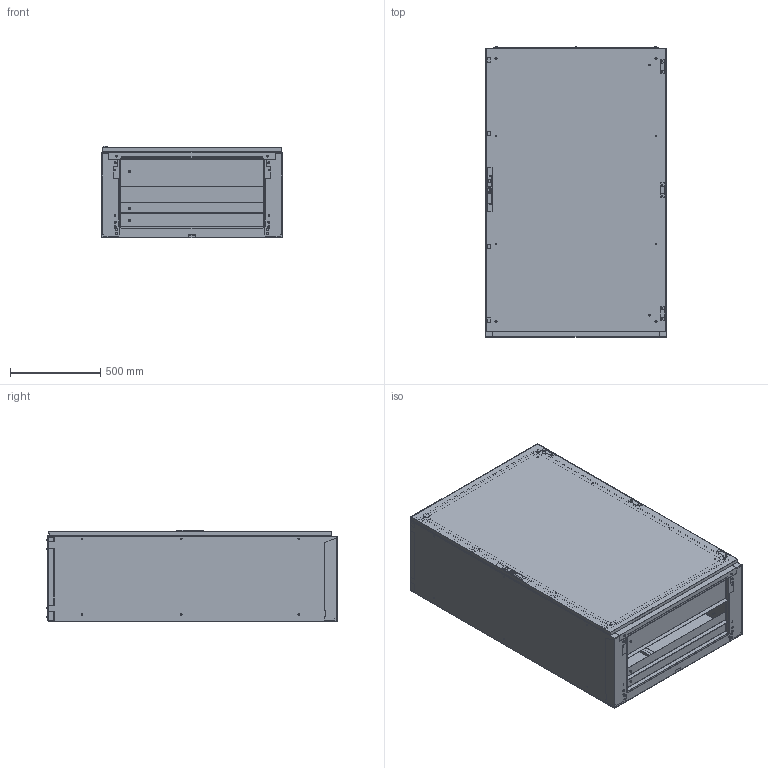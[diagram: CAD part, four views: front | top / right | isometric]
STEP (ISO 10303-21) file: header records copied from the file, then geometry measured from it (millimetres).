
FILE_DESCRIPTION (( 'STEP AP214' ), '1' );
FILE_NAME ('0370-1016-50-00.STEP', '2015-05-05T06:24:10', ( '' ), ( '' ), 'SwSTEP 2.0', 'SolidWorks 2014', '' );
FILE_SCHEMA (( 'AUTOMOTIVE_DESIGN' ));
Length unit declared in the file: millimetre
Products named in the file (13): Bodenplatte hinten 0395 f黵 0390 (Modell) B1000; Bodenplatte mitte 0395 f黵 0390 (Modell) B1000; Bodenplatte vorne 0395 f黵 0390 (Modell) B1000; Tragschiene oben rechts (Modell) T500; Tragschiene oben links (Modell) T500; Dachwinkel vorn-hinten (Modell) B1000; Tragschiene unten links (Modell) T500; Dachplatte 0390 (Modell) B1000T500; Bodenblech vorn-hinten (Modell) B1000; Tuere 0395 (Modell) B1000H1600; Tragschiene unten rechts (Modell) T500; Abwicklung kpl (Modell) B1000H1600T500; 0370-1016-50-00
Assembly tree (12 placements, depth 2):
  0370-1016-50-00
    Abwicklung kpl (Modell) B1000H1600T500
    Tragschiene unten rechts (Modell) T500
    Tuere 0395 (Modell) B1000H1600
    Bodenblech vorn-hinten (Modell) B1000
    Dachplatte 0390 (Modell) B1000T500
    Tragschiene unten links (Modell) T500
    Dachwinkel vorn-hinten (Modell) B1000
    Tragschiene oben links (Modell) T500
    Tragschiene oben rechts (Modell) T500
    Bodenplatte vorne 0395 f黵 0390 (Modell) B1000
    Bodenplatte mitte 0395 f黵 0390 (Modell) B1000
    Bodenplatte hinten 0395 f黵 0390 (Modell) B1000
Bounding box: 1000 x 1606.5 x 507.5 mm (x, y, z)
Volume: 12565947.4 mm3; surface area: 14487665.4 mm2
Topology: 18 solids, 18 shells, 2179 faces, 5832 edges, 3863 vertices
Faces by surface type: cylinder 1070, plane 1049, cone 60
Entity records: 86827 total; most frequent: DIRECTION 12364, CARTESIAN_POINT 12150, ORIENTED_EDGE 11664, EDGE_CURVE 5832, AXIS2_PLACEMENT_3D 4413, VERTEX_POINT 3863, LINE 3538, VECTOR 3538
